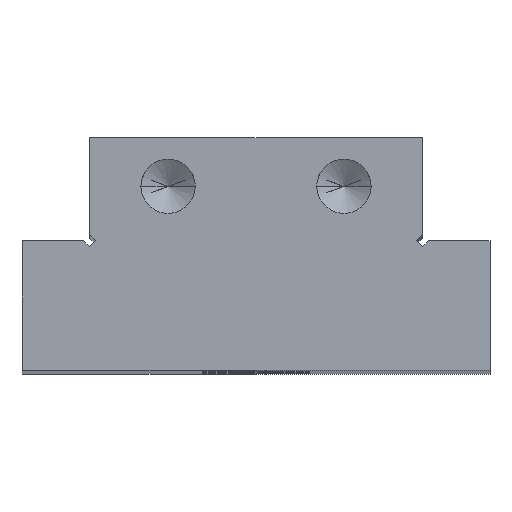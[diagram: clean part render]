
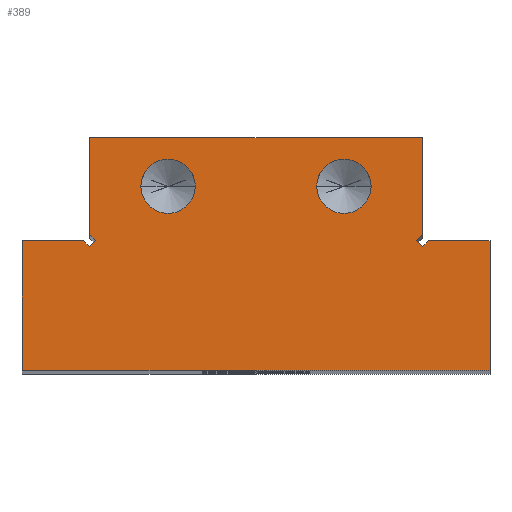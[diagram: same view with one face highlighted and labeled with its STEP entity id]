
A CAD part, top view. The second image highlights one B-rep face of the part: STEP entity #389.
In plain terms, the highlighted planar face has unit normal (0, 0, 1).
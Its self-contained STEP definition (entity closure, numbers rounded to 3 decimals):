
#56 = EDGE_CURVE ( 'NONE', #61, #57, #691, .T. ) ;
#57 = VERTEX_POINT ( 'NONE', #686 ) ;
#61 = VERTEX_POINT ( 'NONE', #681 ) ;
#96 = VERTEX_POINT ( 'NONE', #815 ) ;
#98 = EDGE_CURVE ( 'NONE', #99, #96, #823, .T. ) ;
#99 = VERTEX_POINT ( 'NONE', #819 ) ;
#113 = EDGE_CURVE ( 'NONE', #114, #116, #791, .T. ) ;
#114 = VERTEX_POINT ( 'NONE', #786 ) ;
#116 = VERTEX_POINT ( 'NONE', #785 ) ;
#181 = EDGE_CURVE ( 'NONE', #182, #198, #972, .T. ) ;
#182 = VERTEX_POINT ( 'NONE', #968 ) ;
#198 = VERTEX_POINT ( 'NONE', #937 ) ;
#247 = EDGE_CURVE ( 'NONE', #198, #279, #1156, .T. ) ;
#249 = EDGE_CURVE ( 'NONE', #279, #335, #1152, .T. ) ;
#261 = EDGE_CURVE ( 'NONE', #322, #378, #1032, .T. ) ;
#271 = EDGE_CURVE ( 'NONE', #378, #182, #1065, .T. ) ;
#279 = VERTEX_POINT ( 'NONE', #1057 ) ;
#284 = VERTEX_POINT ( 'NONE', #1046 ) ;
#295 = VERTEX_POINT ( 'NONE', #1145 ) ;
#296 = EDGE_CURVE ( 'NONE', #96, #380, #1144, .T. ) ;
#299 = EDGE_CURVE ( 'NONE', #380, #369, #1197, .T. ) ;
#304 = ORIENTED_EDGE ( 'NONE', *, *, #329, .F. ) ;
#305 = EDGE_CURVE ( 'NONE', #57, #61, #1209, .T. ) ;
#306 = ORIENTED_EDGE ( 'NONE', *, *, #299, .T. ) ;
#307 = ORIENTED_EDGE ( 'NONE', *, *, #400, .T. ) ;
#310 = ORIENTED_EDGE ( 'NONE', *, *, #393, .T. ) ;
#311 = ORIENTED_EDGE ( 'NONE', *, *, #56, .F. ) ;
#312 = ORIENTED_EDGE ( 'NONE', *, *, #410, .T. ) ;
#322 = VERTEX_POINT ( 'NONE', #1216 ) ;
#324 = EDGE_CURVE ( 'NONE', #295, #322, #1215, .T. ) ;
#325 = ORIENTED_EDGE ( 'NONE', *, *, #324, .T. ) ;
#326 = ORIENTED_EDGE ( 'NONE', *, *, #261, .T. ) ;
#327 = ORIENTED_EDGE ( 'NONE', *, *, #98, .T. ) ;
#329 = EDGE_CURVE ( 'NONE', #116, #114, #1199, .T. ) ;
#330 = ORIENTED_EDGE ( 'NONE', *, *, #247, .T. ) ;
#331 = ORIENTED_EDGE ( 'NONE', *, *, #249, .T. ) ;
#333 = VERTEX_POINT ( 'NONE', #1193 ) ;
#335 = VERTEX_POINT ( 'NONE', #1192 ) ;
#347 = ORIENTED_EDGE ( 'NONE', *, *, #271, .T. ) ;
#348 = ORIENTED_EDGE ( 'NONE', *, *, #181, .T. ) ;
#349 = ORIENTED_EDGE ( 'NONE', *, *, #296, .T. ) ;
#350 = ORIENTED_EDGE ( 'NONE', *, *, #305, .F. ) ;
#352 = EDGE_LOOP ( 'NONE', ( #349, #306, #307, #325, #326, #347, #348, #330, #331, #312, #310, #358, #359, #327 ) ) ;
#353 = ORIENTED_EDGE ( 'NONE', *, *, #113, .F. ) ;
#354 = EDGE_LOOP ( 'NONE', ( #350, #311 ) ) ;
#358 = ORIENTED_EDGE ( 'NONE', *, *, #404, .T. ) ;
#359 = ORIENTED_EDGE ( 'NONE', *, *, #387, .T. ) ;
#369 = VERTEX_POINT ( 'NONE', #1270 ) ;
#378 = VERTEX_POINT ( 'NONE', #1281 ) ;
#380 = VERTEX_POINT ( 'NONE', #1272 ) ;
#387 = EDGE_CURVE ( 'NONE', #402, #99, #1254, .T. ) ;
#389 = ADVANCED_FACE ( 'NONE', ( #1250, #1249, #1248 ), #1247, .T. ) ;
#390 = EDGE_LOOP ( 'NONE', ( #304, #353 ) ) ;
#393 = EDGE_CURVE ( 'NONE', #284, #333, #1139, .T. ) ;
#400 = EDGE_CURVE ( 'NONE', #369, #295, #1438, .T. ) ;
#402 = VERTEX_POINT ( 'NONE', #1392 ) ;
#404 = EDGE_CURVE ( 'NONE', #333, #402, #1375, .T. ) ;
#410 = EDGE_CURVE ( 'NONE', #335, #284, #1422, .T. ) ;
#681 = CARTESIAN_POINT ( 'NONE',  ( 5.702, 17.301, 99.06 ) ) ;
#686 = CARTESIAN_POINT ( 'NONE',  ( 10.808, 17.301, 99.06 ) ) ;
#687 = DIRECTION ( 'NONE',  ( 1., 0., 0. ) ) ;
#688 = DIRECTION ( 'NONE',  ( 0., 0., 1. ) ) ;
#689 = CARTESIAN_POINT ( 'NONE',  ( 8.255, 17.301, 99.06 ) ) ;
#690 = AXIS2_PLACEMENT_3D ( 'NONE', #689, #688, #687 ) ;
#691 = CIRCLE ( 'NONE', #690, 2.553 ) ;
#785 = CARTESIAN_POINT ( 'NONE',  ( -5.702, 17.301, 99.06 ) ) ;
#786 = CARTESIAN_POINT ( 'NONE',  ( -10.808, 17.301, 99.06 ) ) ;
#787 = DIRECTION ( 'NONE',  ( 1., 0., 0. ) ) ;
#788 = DIRECTION ( 'NONE',  ( 0., 0., 1. ) ) ;
#789 = CARTESIAN_POINT ( 'NONE',  ( -8.255, 17.301, 99.06 ) ) ;
#790 = AXIS2_PLACEMENT_3D ( 'NONE', #789, #788, #787 ) ;
#791 = CIRCLE ( 'NONE', #790, 2.553 ) ;
#815 = CARTESIAN_POINT ( 'NONE',  ( 21.971, 0., 99.06 ) ) ;
#819 = CARTESIAN_POINT ( 'NONE',  ( -21.971, 0., 99.06 ) ) ;
#820 = DIRECTION ( 'NONE',  ( 1., 0., 0. ) ) ;
#821 = VECTOR ( 'NONE', #820, 1000. ) ;
#822 = CARTESIAN_POINT ( 'NONE',  ( -21.971, 0., 99.06 ) ) ;
#823 = LINE ( 'NONE', #822, #821 ) ;
#937 = CARTESIAN_POINT ( 'NONE',  ( -15.621, 21.844, 99.06 ) ) ;
#968 = CARTESIAN_POINT ( 'NONE',  ( 15.621, 21.844, 99.06 ) ) ;
#969 = DIRECTION ( 'NONE',  ( -1., 0., 0. ) ) ;
#970 = VECTOR ( 'NONE', #969, 1000. ) ;
#971 = CARTESIAN_POINT ( 'NONE',  ( 15.621, 21.844, 99.06 ) ) ;
#972 = LINE ( 'NONE', #971, #970 ) ;
#1029 = DIRECTION ( 'NONE',  ( 0.707, 0.707, 0. ) ) ;
#1030 = VECTOR ( 'NONE', #1029, 1000. ) ;
#1031 = CARTESIAN_POINT ( 'NONE',  ( 15.621, 12.758, 99.06 ) ) ;
#1032 = LINE ( 'NONE', #1031, #1030 ) ;
#1046 = CARTESIAN_POINT ( 'NONE',  ( -15.634, 11.64, 99.06 ) ) ;
#1057 = CARTESIAN_POINT ( 'NONE',  ( -15.621, 12.758, 99.06 ) ) ;
#1062 = DIRECTION ( 'NONE',  ( 0., 1., 0. ) ) ;
#1063 = VECTOR ( 'NONE', #1062, 1000. ) ;
#1064 = CARTESIAN_POINT ( 'NONE',  ( 15.621, 12.758, 99.06 ) ) ;
#1065 = LINE ( 'NONE', #1064, #1063 ) ;
#1139 = LINE ( 'NONE', #1238, #1378 ) ;
#1141 = DIRECTION ( 'NONE',  ( 0., 1., 0. ) ) ;
#1142 = VECTOR ( 'NONE', #1141, 1000. ) ;
#1143 = CARTESIAN_POINT ( 'NONE',  ( 21.971, 0., 99.06 ) ) ;
#1144 = LINE ( 'NONE', #1143, #1142 ) ;
#1145 = CARTESIAN_POINT ( 'NONE',  ( 15.634, 11.64, 99.06 ) ) ;
#1149 = DIRECTION ( 'NONE',  ( 0.707, -0.707, 0. ) ) ;
#1150 = VECTOR ( 'NONE', #1149, 1000. ) ;
#1151 = CARTESIAN_POINT ( 'NONE',  ( -15.621, 12.758, 99.06 ) ) ;
#1152 = LINE ( 'NONE', #1151, #1150 ) ;
#1153 = DIRECTION ( 'NONE',  ( 0., -1., 0. ) ) ;
#1154 = VECTOR ( 'NONE', #1153, 1000. ) ;
#1155 = CARTESIAN_POINT ( 'NONE',  ( -15.621, 12.758, 99.06 ) ) ;
#1156 = LINE ( 'NONE', #1155, #1154 ) ;
#1179 = CARTESIAN_POINT ( 'NONE',  ( 21.971, 12.192, 99.06 ) ) ;
#1192 = CARTESIAN_POINT ( 'NONE',  ( -15.069, 12.205, 99.06 ) ) ;
#1193 = CARTESIAN_POINT ( 'NONE',  ( -16.187, 12.192, 99.06 ) ) ;
#1194 = DIRECTION ( 'NONE',  ( 1., 0., 0. ) ) ;
#1195 = DIRECTION ( 'NONE',  ( 0., 0., 1. ) ) ;
#1196 = CARTESIAN_POINT ( 'NONE',  ( -8.255, 17.301, 99.06 ) ) ;
#1197 = LINE ( 'NONE', #1179, #1237 ) ;
#1198 = AXIS2_PLACEMENT_3D ( 'NONE', #1196, #1195, #1194 ) ;
#1199 = CIRCLE ( 'NONE', #1198, 2.553 ) ;
#1200 = DIRECTION ( 'NONE',  ( -0.707, 0.707, 0. ) ) ;
#1201 = VECTOR ( 'NONE', #1200, 1000. ) ;
#1202 = CARTESIAN_POINT ( 'NONE',  ( 15.069, 12.205, 99.06 ) ) ;
#1203 = DIRECTION ( 'NONE',  ( 1., 0., 0. ) ) ;
#1204 = DIRECTION ( 'NONE',  ( 0., 0., 1. ) ) ;
#1208 = AXIS2_PLACEMENT_3D ( 'NONE', #1235, #1204, #1203 ) ;
#1209 = CIRCLE ( 'NONE', #1208, 2.553 ) ;
#1215 = LINE ( 'NONE', #1202, #1201 ) ;
#1216 = CARTESIAN_POINT ( 'NONE',  ( 15.069, 12.205, 99.06 ) ) ;
#1235 = CARTESIAN_POINT ( 'NONE',  ( 8.255, 17.301, 99.06 ) ) ;
#1236 = DIRECTION ( 'NONE',  ( -1., 0., 0. ) ) ;
#1237 = VECTOR ( 'NONE', #1236, 1000. ) ;
#1238 = CARTESIAN_POINT ( 'NONE',  ( -15.634, 11.64, 99.06 ) ) ;
#1243 = DIRECTION ( 'NONE',  ( 1., 0., 0. ) ) ;
#1244 = DIRECTION ( 'NONE',  ( 0., 0., 1. ) ) ;
#1245 = CARTESIAN_POINT ( 'NONE',  ( 21.971, 12.192, 99.06 ) ) ;
#1246 = AXIS2_PLACEMENT_3D ( 'NONE', #1245, #1244, #1243 ) ;
#1247 = PLANE ( 'NONE',  #1246 ) ;
#1248 = FACE_OUTER_BOUND ( 'NONE', #352, .T. ) ;
#1249 = FACE_BOUND ( 'NONE', #354, .T. ) ;
#1250 = FACE_BOUND ( 'NONE', #390, .T. ) ;
#1251 = DIRECTION ( 'NONE',  ( 0., -1., 0. ) ) ;
#1252 = VECTOR ( 'NONE', #1251, 1000. ) ;
#1253 = CARTESIAN_POINT ( 'NONE',  ( -21.971, 0., 99.06 ) ) ;
#1254 = LINE ( 'NONE', #1253, #1252 ) ;
#1270 = CARTESIAN_POINT ( 'NONE',  ( 16.187, 12.192, 99.06 ) ) ;
#1272 = CARTESIAN_POINT ( 'NONE',  ( 21.971, 12.192, 99.06 ) ) ;
#1281 = CARTESIAN_POINT ( 'NONE',  ( 15.621, 12.758, 99.06 ) ) ;
#1344 = DIRECTION ( 'NONE',  ( -1., 0., 0. ) ) ;
#1363 = VECTOR ( 'NONE', #1423, 1000. ) ;
#1364 = DIRECTION ( 'NONE',  ( -0.707, -0.707, 0. ) ) ;
#1365 = VECTOR ( 'NONE', #1364, 1000. ) ;
#1366 = CARTESIAN_POINT ( 'NONE',  ( 15.634, 11.64, 99.06 ) ) ;
#1373 = VECTOR ( 'NONE', #1344, 1000. ) ;
#1374 = CARTESIAN_POINT ( 'NONE',  ( -21.971, 12.192, 99.06 ) ) ;
#1375 = LINE ( 'NONE', #1374, #1373 ) ;
#1378 = VECTOR ( 'NONE', #1442, 1000. ) ;
#1392 = CARTESIAN_POINT ( 'NONE',  ( -21.971, 12.192, 99.06 ) ) ;
#1422 = LINE ( 'NONE', #1424, #1363 ) ;
#1423 = DIRECTION ( 'NONE',  ( -0.707, -0.707, 0. ) ) ;
#1424 = CARTESIAN_POINT ( 'NONE',  ( -15.069, 12.205, 99.06 ) ) ;
#1438 = LINE ( 'NONE', #1366, #1365 ) ;
#1442 = DIRECTION ( 'NONE',  ( -0.707, 0.707, 0. ) ) ;
